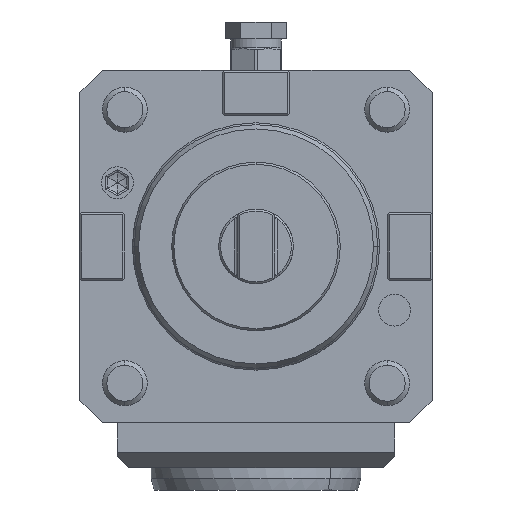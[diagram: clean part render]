
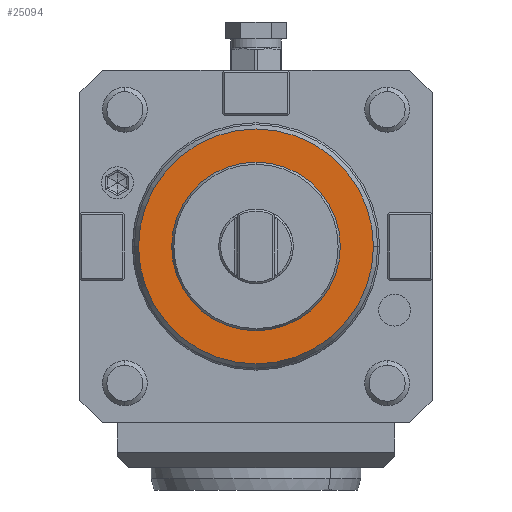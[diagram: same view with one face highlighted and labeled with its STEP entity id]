
A CAD part, front view. The second image highlights one B-rep face of the part: STEP entity #25094.
In plain terms, the highlighted planar face has unit normal (0, -1, 0).
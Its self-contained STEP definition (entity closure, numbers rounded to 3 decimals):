
#11289=CARTESIAN_POINT('',(0.,-112.,0.));
#11290=DIRECTION('',(0.,1.,0.));
#11291=DIRECTION('',(-1.,0.,0.));
#11292=AXIS2_PLACEMENT_3D('',#11289,#11290,#11291);
#11294=CARTESIAN_POINT('',(0.,-112.,0.));
#11295=DIRECTION('',(0.,1.,0.));
#11296=DIRECTION('',(1.,0.,0.));
#11297=AXIS2_PLACEMENT_3D('',#11294,#11295,#11296);
#11308=CARTESIAN_POINT('',(0.,-112.,0.));
#11309=DIRECTION('',(0.,-1.,0.));
#11310=DIRECTION('',(0.,0.,-1.));
#11311=AXIS2_PLACEMENT_3D('',#11308,#11309,#11310);
#11340=CARTESIAN_POINT('',(0.,-112.,0.));
#11341=DIRECTION('',(0.,1.,0.));
#11342=DIRECTION('',(0.,0.,-1.));
#11343=AXIS2_PLACEMENT_3D('',#11340,#11341,#11342);
#12671=CARTESIAN_POINT('',(0.,-112.,-22.5));
#12672=CARTESIAN_POINT('',(0.,-112.,22.5));
#12673=VERTEX_POINT('',#12671);
#12674=VERTEX_POINT('',#12672);
#12695=CARTESIAN_POINT('',(-31.345,-112.,0.));
#12696=CARTESIAN_POINT('',(31.345,-112.,0.));
#12697=VERTEX_POINT('',#12695);
#12698=VERTEX_POINT('',#12696);
#25079=CARTESIAN_POINT('',(0.,-112.,0.));
#25080=DIRECTION('',(0.,1.,0.));
#25081=DIRECTION('',(0.,0.,-1.));
#25082=AXIS2_PLACEMENT_3D('',#25079,#25080,#25081);
#25083=PLANE('',#25082);
#25084=ORIENTED_EDGE('',*,*,#25046,.T.);
#25085=ORIENTED_EDGE('',*,*,#25061,.T.);
#25086=EDGE_LOOP('',(#25084,#25085));
#25087=FACE_OUTER_BOUND('',#25086,.F.);
#25089=ORIENTED_EDGE('',*,*,#25088,.T.);
#25091=ORIENTED_EDGE('',*,*,#25090,.F.);
#25092=EDGE_LOOP('',(#25089,#25091));
#25093=FACE_BOUND('',#25092,.F.);
#11293=CIRCLE('',#11292,31.345);
#11298=CIRCLE('',#11297,31.345);
#11312=CIRCLE('',#11311,22.5);
#11344=CIRCLE('',#11343,22.5);
#25046=EDGE_CURVE('',#12697,#12698,#11293,.T.);
#25061=EDGE_CURVE('',#12698,#12697,#11298,.T.);
#25088=EDGE_CURVE('',#12673,#12674,#11312,.T.);
#25090=EDGE_CURVE('',#12673,#12674,#11344,.T.);
#25094=ADVANCED_FACE('',(#25087,#25093),#25083,.F.);
